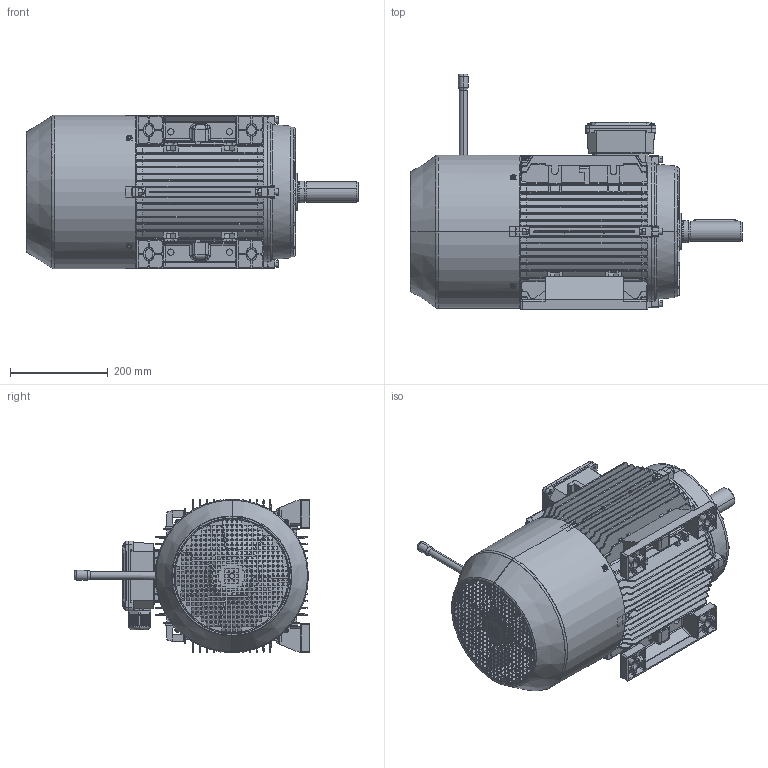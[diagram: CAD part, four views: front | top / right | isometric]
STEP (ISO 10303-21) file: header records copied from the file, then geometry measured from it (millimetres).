
FILE_DESCRIPTION (( 'STEP AP203' ), '1' );
FILE_NAME ('TB160M B3.STEP', '2021-05-05T07:33:33', ( '' ), ( '' ), 'SwSTEP 2.0', 'SolidWorks 2014', '' );
FILE_SCHEMA (( 'CONFIG_CONTROL_DESIGN' ));
Length unit declared in the file: millimetre
Products named in the file (15): 160瑞珔; Cross recessed thread forming screws GB_GB_CROSS_SCREWS_TYPE138 M5X12-N; TB160M B3; TB160綴裔; MS160 陔諉盄碟裔; Hexagon socket head cap screws GB_GB_FASTENER_SCREWS_HSHCS M8X40-N; TB160 瑞欶(MSB蜊湍忒梟); 180堤盄蹟裝; TB160M蛌粣; TA160ヶ裔1; Hexagon nuts grade C GB_GB_FASTENER_NUT_SNC1 M8-N; T160M菁褐; T160M儂褲; MS160 陔諉盄碟釱; Plain parallel keys_GB_CONNECTING_PIECE_KEYS_CSK 12X90
Assembly tree (37 placements, depth 2):
  TB160M B3
    T160M儂褲
    TB160綴裔
    TB160M蛌粣
    Plain parallel keys_GB_CONNECTING_PIECE_KEYS_CSK 12X90
    Hexagon socket head cap screws GB_GB_FASTENER_SCREWS_HSHCS M8X40-N  x8
    Hexagon nuts grade C GB_GB_FASTENER_NUT_SNC1 M8-N  x8
    Cross recessed thread forming screws GB_GB_CROSS_SCREWS_TYPE138 M5X12-N  x8
    180堤盄蹟裝  x2
    MS160 陔諉盄碟釱
    MS160 陔諉盄碟裔
    TA160ヶ裔1
    160瑞珔
    TB160 瑞欶(MSB蜊湍忒梟)
    T160M菁褐  x2
Bounding box: 679.59 x 482.81 x 314 mm (x, y, z)
Volume: 6658171.7 mm3; surface area: 2877851.7 mm2
Topology: 38 solids, 38 shells, 6076 faces, 16466 edges, 10373 vertices
Faces by surface type: plane 3353, cylinder 1356, bspline 826, cone 370, torus 130, sphere 41
Entity records: 197491 total; most frequent: CARTESIAN_POINT 68724, ORIENTED_EDGE 28552, DIRECTION 23015, EDGE_CURVE 14276, VERTEX_POINT 9103, VECTOR 8861, LINE 8861, AXIS2_PLACEMENT_3D 7077
